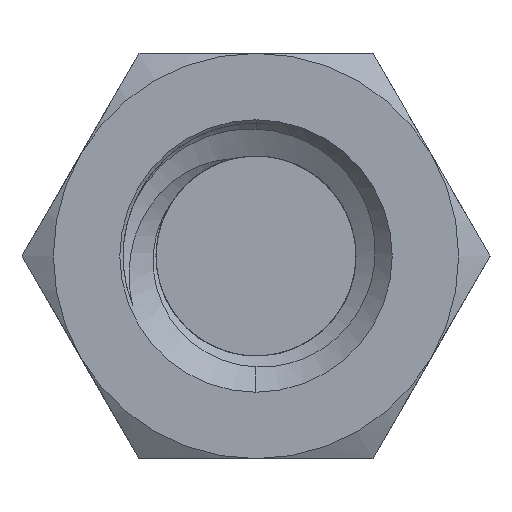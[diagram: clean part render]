
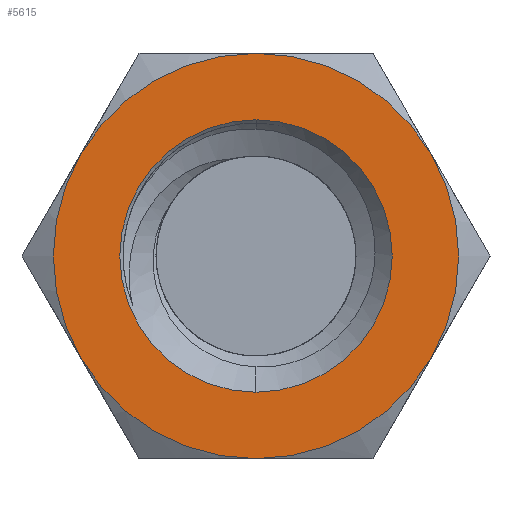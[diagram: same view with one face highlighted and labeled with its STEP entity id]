
A CAD part, left-side view. The second image highlights one B-rep face of the part: STEP entity #5615.
In plain terms, the highlighted planar face has unit normal (-1, 0, 0).
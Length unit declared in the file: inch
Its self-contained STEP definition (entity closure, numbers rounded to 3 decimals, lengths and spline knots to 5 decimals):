
#75 = DIRECTION ( 'NONE',  ( 0., 0., 1. ) ) ;
#84 = EDGE_CURVE ( 'NONE', #5370, #2374, #3349, .T. ) ;
#91 = EDGE_CURVE ( 'NONE', #6496, #593, #1930, .T. ) ;
#179 = CARTESIAN_POINT ( 'NONE',  ( -0.8125, 0., 0. ) ) ;
#213 = CARTESIAN_POINT ( 'NONE',  ( -0.8125, 0., -0.084 ) ) ;
#242 = CARTESIAN_POINT ( 'NONE',  ( -0.8125, 0.14434, 0. ) ) ;
#276 = VERTEX_POINT ( 'NONE', #6110 ) ;
#344 = FACE_OUTER_BOUND ( 'NONE', #681, .T. ) ;
#445 = CARTESIAN_POINT ( 'NONE',  ( -0.8125, -0.10825, -0.0625 ) ) ;
#593 = VERTEX_POINT ( 'NONE', #4866 ) ;
#681 = EDGE_LOOP ( 'NONE', ( #4041, #776, #5155, #6188, #6517, #4963 ) ) ;
#776 = ORIENTED_EDGE ( 'NONE', *, *, #3647, .F. ) ;
#814 = CARTESIAN_POINT ( 'NONE',  ( -0.8125, 0., 0. ) ) ;
#908 = AXIS2_PLACEMENT_3D ( 'NONE', #5909, #6462, #1296 ) ;
#1119 = CIRCLE ( 'NONE', #1993, 0.084 ) ;
#1296 = DIRECTION ( 'NONE',  ( 0., 0., -1. ) ) ;
#1307 = DIRECTION ( 'NONE',  ( 1., 0., 0. ) ) ;
#1483 = EDGE_CURVE ( 'NONE', #593, #6496, #1119, .T. ) ;
#1529 = CARTESIAN_POINT ( 'NONE',  ( -0.8125, 0., 0. ) ) ;
#1644 = ORIENTED_EDGE ( 'NONE', *, *, #1483, .F. ) ;
#1881 = DIRECTION ( 'NONE',  ( 0., 0., -1. ) ) ;
#1930 = CIRCLE ( 'NONE', #2370, 0.084 ) ;
#1934 = DIRECTION ( 'NONE',  ( 0., 0., -1. ) ) ;
#1991 = VERTEX_POINT ( 'NONE', #445 ) ;
#1993 = AXIS2_PLACEMENT_3D ( 'NONE', #6143, #3986, #3921 ) ;
#2040 = DIRECTION ( 'NONE',  ( 1., 0., 0. ) ) ;
#2080 = CIRCLE ( 'NONE', #5893, 0.125 ) ;
#2139 = CARTESIAN_POINT ( 'NONE',  ( -0.8125, 0., 0.125 ) ) ;
#2246 = VERTEX_POINT ( 'NONE', #5220 ) ;
#2275 = DIRECTION ( 'NONE',  ( 1., 0., 0. ) ) ;
#2296 = AXIS2_PLACEMENT_3D ( 'NONE', #242, #1307, #3394 ) ;
#2363 = CARTESIAN_POINT ( 'NONE',  ( -0.8125, 0., 0. ) ) ;
#2370 = AXIS2_PLACEMENT_3D ( 'NONE', #2363, #3850, #5972 ) ;
#2374 = VERTEX_POINT ( 'NONE', #6392 ) ;
#2394 = DIRECTION ( 'NONE',  ( 1., 0., 0. ) ) ;
#2439 = DIRECTION ( 'NONE',  ( 1., 0., 0. ) ) ;
#2486 = AXIS2_PLACEMENT_3D ( 'NONE', #2676, #4764, #75 ) ;
#2546 = EDGE_LOOP ( 'NONE', ( #1644, #4944 ) ) ;
#2676 = CARTESIAN_POINT ( 'NONE',  ( -0.8125, 0., 0. ) ) ;
#2784 = VERTEX_POINT ( 'NONE', #6271 ) ;
#3140 = AXIS2_PLACEMENT_3D ( 'NONE', #4967, #2439, #1934 ) ;
#3349 = CIRCLE ( 'NONE', #3987, 0.125 ) ;
#3364 = FACE_BOUND ( 'NONE', #2546, .T. ) ;
#3394 = DIRECTION ( 'NONE',  ( 0., 0., -1. ) ) ;
#3400 = DIRECTION ( 'NONE',  ( 0., 0., -1. ) ) ;
#3523 = EDGE_CURVE ( 'NONE', #2784, #276, #5051, .T. ) ;
#3647 = EDGE_CURVE ( 'NONE', #1991, #2784, #2080, .T. ) ;
#3850 = DIRECTION ( 'NONE',  ( -1., 0., 0. ) ) ;
#3906 = AXIS2_PLACEMENT_3D ( 'NONE', #179, #2275, #3400 ) ;
#3921 = DIRECTION ( 'NONE',  ( 0., 0., 1. ) ) ;
#3986 = DIRECTION ( 'NONE',  ( -1., 0., 0. ) ) ;
#3987 = AXIS2_PLACEMENT_3D ( 'NONE', #814, #2394, #1881 ) ;
#4041 = ORIENTED_EDGE ( 'NONE', *, *, #3523, .F. ) ;
#4629 = DIRECTION ( 'NONE',  ( 0., 0., -1. ) ) ;
#4764 = DIRECTION ( 'NONE',  ( -1., 0., 0. ) ) ;
#4866 = CARTESIAN_POINT ( 'NONE',  ( -0.8125, 0., 0.084 ) ) ;
#4888 = CIRCLE ( 'NONE', #2486, 0.125 ) ;
#4932 = PLANE ( 'NONE',  #2296 ) ;
#4944 = ORIENTED_EDGE ( 'NONE', *, *, #91, .F. ) ;
#4963 = ORIENTED_EDGE ( 'NONE', *, *, #6688, .F. ) ;
#4967 = CARTESIAN_POINT ( 'NONE',  ( -0.8125, 0., 0. ) ) ;
#5051 = CIRCLE ( 'NONE', #908, 0.125 ) ;
#5155 = ORIENTED_EDGE ( 'NONE', *, *, #6533, .F. ) ;
#5220 = CARTESIAN_POINT ( 'NONE',  ( -0.8125, 0.10825, 0.0625 ) ) ;
#5370 = VERTEX_POINT ( 'NONE', #2139 ) ;
#5447 = CIRCLE ( 'NONE', #3906, 0.125 ) ;
#5615 = ADVANCED_FACE ( 'NONE', ( #3364, #344 ), #4932, .F. ) ;
#5893 = AXIS2_PLACEMENT_3D ( 'NONE', #1529, #2040, #4629 ) ;
#5909 = CARTESIAN_POINT ( 'NONE',  ( -0.8125, 0., 0. ) ) ;
#5972 = DIRECTION ( 'NONE',  ( 0., 0., 1. ) ) ;
#6110 = CARTESIAN_POINT ( 'NONE',  ( -0.8125, 0.10825, -0.0625 ) ) ;
#6143 = CARTESIAN_POINT ( 'NONE',  ( -0.8125, 0., 0. ) ) ;
#6188 = ORIENTED_EDGE ( 'NONE', *, *, #84, .F. ) ;
#6271 = CARTESIAN_POINT ( 'NONE',  ( -0.8125, 0., -0.125 ) ) ;
#6310 = CIRCLE ( 'NONE', #3140, 0.125 ) ;
#6365 = EDGE_CURVE ( 'NONE', #5370, #2246, #4888, .T. ) ;
#6392 = CARTESIAN_POINT ( 'NONE',  ( -0.8125, -0.10825, 0.0625 ) ) ;
#6462 = DIRECTION ( 'NONE',  ( 1., 0., 0. ) ) ;
#6496 = VERTEX_POINT ( 'NONE', #213 ) ;
#6517 = ORIENTED_EDGE ( 'NONE', *, *, #6365, .T. ) ;
#6533 = EDGE_CURVE ( 'NONE', #2374, #1991, #5447, .T. ) ;
#6688 = EDGE_CURVE ( 'NONE', #276, #2246, #6310, .T. ) ;
